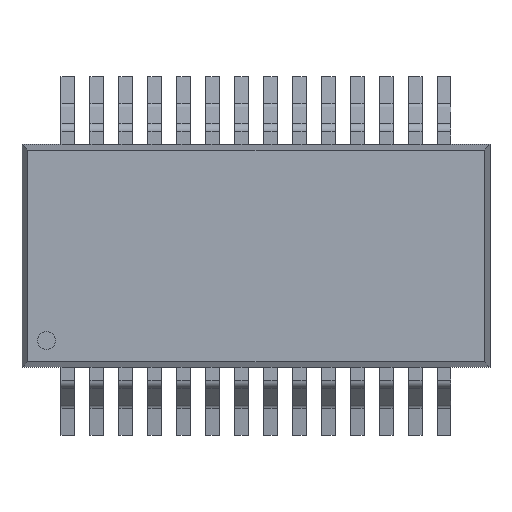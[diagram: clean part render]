
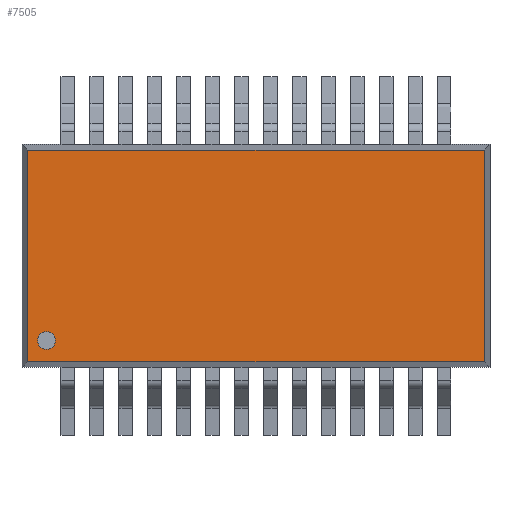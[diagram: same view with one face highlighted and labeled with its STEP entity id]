
A CAD part, top view. The second image highlights one B-rep face of the part: STEP entity #7505.
In plain terms, the highlighted planar face has unit normal (0, 0, 1).
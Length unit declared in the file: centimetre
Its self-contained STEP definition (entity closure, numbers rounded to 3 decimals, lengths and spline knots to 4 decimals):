
#794=CIRCLE('',#8099,0.02);
#1476=VERTEX_POINT('',#11824);
#1481=VERTEX_POINT('',#11849);
#1482=VERTEX_POINT('',#11851);
#1483=VERTEX_POINT('',#11856);
#1484=VERTEX_POINT('',#11860);
#2233=VECTOR('',#9801,1.);
#2236=VECTOR('',#9805,1.);
#2238=VECTOR('',#9808,1.);
#2240=VECTOR('',#9811,1.);
#2989=LINE('',#11850,#2233);
#2992=LINE('',#11855,#2236);
#2994=LINE('',#11859,#2238);
#2996=LINE('',#11863,#2240);
#4070=EDGE_CURVE('',#1476,#1476,#794,.T.);
#4083=EDGE_CURVE('',#1481,#1482,#2989,.T.);
#4086=EDGE_CURVE('',#1482,#1483,#2992,.T.);
#4088=EDGE_CURVE('',#1483,#1484,#2994,.T.);
#4090=EDGE_CURVE('',#1484,#1481,#2996,.T.);
#6270=ORIENTED_EDGE('',*,*,#4070,.T.);
#6271=ORIENTED_EDGE('',*,*,#4083,.F.);
#6272=ORIENTED_EDGE('',*,*,#4090,.F.);
#6273=ORIENTED_EDGE('',*,*,#4088,.F.);
#6274=ORIENTED_EDGE('',*,*,#4086,.F.);
#6686=EDGE_LOOP('',(#6270));
#6687=EDGE_LOOP('',(#6271,#6272,#6273,#6274));
#7096=FACE_BOUND('',#6686,.T.);
#7097=FACE_BOUND('',#6687,.T.);
#7505=ADVANCED_FACE('',(#7096,#7097),#12131,.T.);
#8099=AXIS2_PLACEMENT_3D('',#11823,#9779,#9780);
#8111=AXIS2_PLACEMENT_3D('',#11864,#9812,$);
#9779=DIRECTION('',(0.,0.,-1.));
#9780=DIRECTION('',(0.02,0.,0.));
#9801=DIRECTION('',(1.,0.,0.));
#9805=DIRECTION('',(0.,-1.,0.));
#9808=DIRECTION('',(-1.,0.,0.));
#9811=DIRECTION('',(0.,1.,0.));
#9812=DIRECTION('',(0.,0.,1.));
#11823=CARTESIAN_POINT('',(-0.47,-0.19,0.18));
#11824=CARTESIAN_POINT('',(-0.45,-0.19,0.18));
#11849=CARTESIAN_POINT('',(-0.5123,0.2373,0.18));
#11850=CARTESIAN_POINT('',(0.,0.2373,0.18));
#11851=CARTESIAN_POINT('',(0.5123,0.2373,0.18));
#11855=CARTESIAN_POINT('',(0.5123,0.,0.18));
#11856=CARTESIAN_POINT('',(0.5123,-0.2373,0.18));
#11859=CARTESIAN_POINT('',(0.,-0.2373,0.18));
#11860=CARTESIAN_POINT('',(-0.5123,-0.2373,0.18));
#11863=CARTESIAN_POINT('',(-0.5123,0.,0.18));
#11864=CARTESIAN_POINT('',(0.,0.,0.18));
#12131=PLANE('',#8111);
